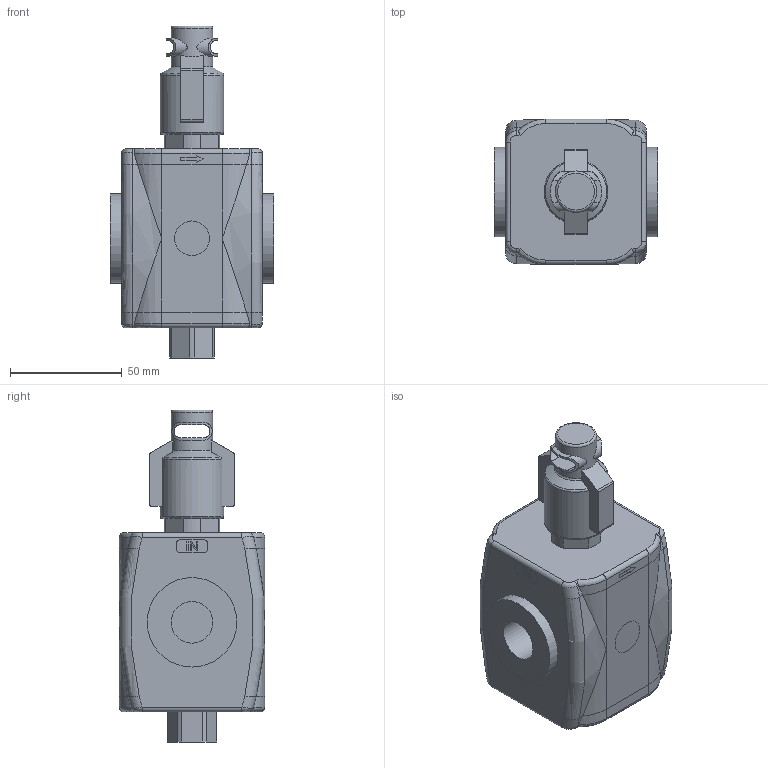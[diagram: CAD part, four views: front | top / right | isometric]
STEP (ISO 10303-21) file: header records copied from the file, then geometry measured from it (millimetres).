
FILE_DESCRIPTION((''),'2;1');
FILE_NAME('#173BVL.ipt.step','2010-08-25T14:09:58',(''),(''),'Autodesk Inventor 2010','Autodesk Inventor 2010','');
FILE_SCHEMA(('AUTOMOTIVE_DESIGN { 1 0 10303 214 1 1 1 1 }'));
Length unit declared in the file: millimetre
Products named in the file (1): #173BVL
Bounding box: 73 x 65 x 148.4 mm (x, y, z)
Volume: 352344.3 mm3; surface area: 37676.3 mm2
Topology: 1 solids, 1 shells, 243 faces, 602 edges, 384 vertices
Faces by surface type: plane 90, bspline 66, cylinder 61, torus 24, cone 2
Full cylindrical faces by diameter (mm): 18.5 x1, 23.8 x1, 28.5 x1, 28.8 x1, 40 x1
Entity records: 8338 total; most frequent: CARTESIAN_POINT 2842, ORIENTED_EDGE 1172, DIRECTION 994, EDGE_CURVE 586, VERTEX_POINT 380, AXIS2_PLACEMENT_3D 338, VECTOR 318, LINE 318
